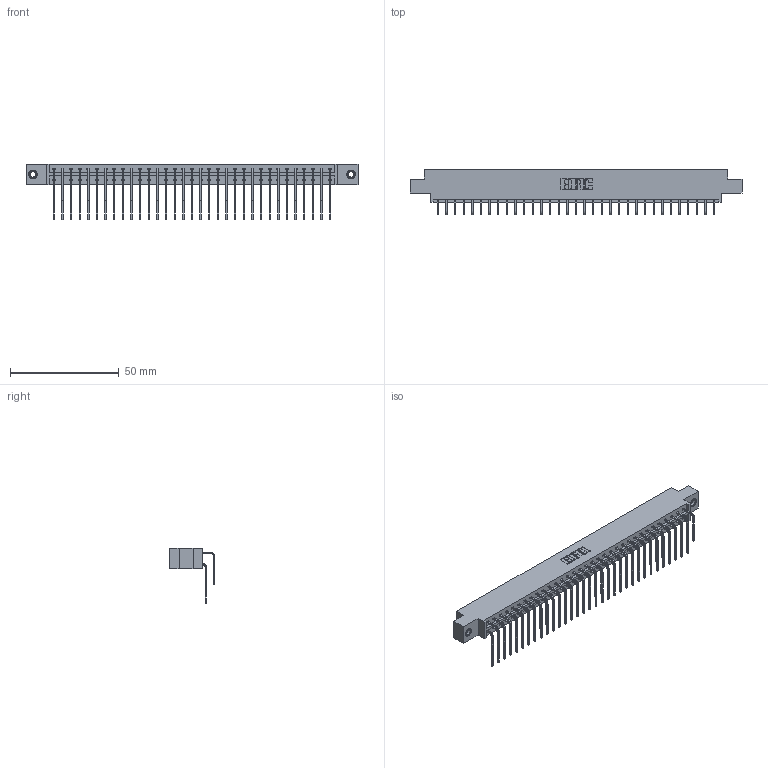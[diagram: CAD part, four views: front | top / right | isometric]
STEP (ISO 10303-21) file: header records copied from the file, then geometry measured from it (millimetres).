
FILE_DESCRIPTION (( 'STEP AP203' ), '1' );
FILE_NAME ('333-066-559-807.STEP', '2018-08-04T12:11:10', ( '' ), ( '' ), 'SwSTEP 2.0', 'SolidWorks 2016', '' );
FILE_SCHEMA (( 'CONFIG_CONTROL_DESIGN' ));
Length unit declared in the file: inch
Products named in the file (5): 345-250-001_345-250-005-103; 333-066-559-807; 333 Part_Offset - .156 Dia - TI; 345-292-001_558 559 Tail - 1; 345-292-001_559 Tail - 2
Assembly tree (69 placements, depth 2):
  333-066-559-807
    333 Part_Offset - .156 Dia - TI
    345-292-001_558 559 Tail - 1  x33
    345-292-001_559 Tail - 2  x33
    345-250-001_345-250-005-103  x2
Bounding box: 152.3 x 20.9 x 25.53 mm (x, y, z)
Volume: 15604.1 mm3; surface area: 20502.6 mm2
Topology: 69 solids, 69 shells, 3742 faces, 11085 edges, 7294 vertices
Faces by surface type: plane 2614, cylinder 1112, cone 12, torus 4
Entity records: 25496 total; most frequent: CARTESIAN_POINT 4272, ORIENTED_EDGE 4150, DIRECTION 3677, EDGE_CURVE 2075, LINE 1887, VECTOR 1887, VERTEX_POINT 1376, AXIS2_PLACEMENT_3D 895
